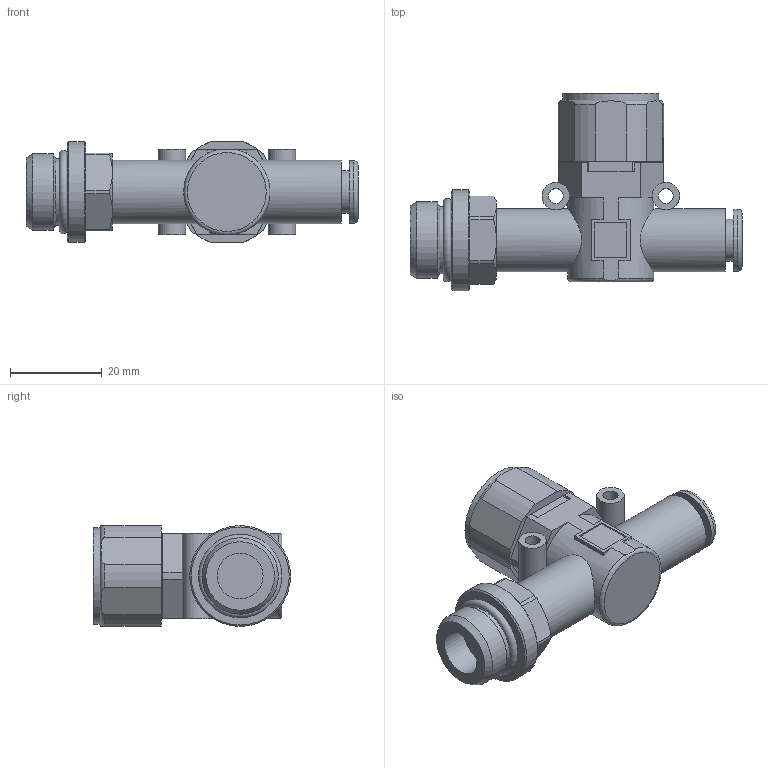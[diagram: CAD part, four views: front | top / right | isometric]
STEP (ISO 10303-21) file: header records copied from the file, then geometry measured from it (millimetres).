
FILE_DESCRIPTION( ( 'STEP AP214' ), ' ' );
FILE_NAME( '9067112.stp', '2017-03-31T09:45:53', ( '' ), ( '' ), ' ', 'PARTsolutions', ' ' );
FILE_SCHEMA( ( 'AUTOMOTIVE_DESIGN { 1 0 10303 214 1 1 1 1 }' ) );
Length unit declared in the file: millimetre
Products named in the file (5): 9067112; _LINE-ON-LINE D8 V2v/V3V_L body; _LINE-ON-LINE D8 VNR-L bushing; _LINE-ON-LINE D8-3/8 MAN-L thread port; _LINE ON LINE D8 MAN-L man
Assembly tree (4 placements, depth 2):
  9067112
    _LINE-ON-LINE D8 V2v/V3V_L body
    _LINE-ON-LINE D8 VNR-L bushing
    _LINE-ON-LINE D8-3/8 MAN-L thread port
    _LINE ON LINE D8 MAN-L man
Bounding box: 72.4 x 43 x 22 mm (x, y, z)
Volume: 17431.7 mm3; surface area: 11843 mm2
Topology: 4 solids, 4 shells, 215 faces, 514 edges, 340 vertices
Faces by surface type: plane 138, cylinder 60, cone 13, torus 4
Full cylindrical faces by diameter (mm): 3.3 x2, 5.5 x2, 6 x5, 8.1 x1, 9.2 x2, 9.5 x1, 10 x1, 11 x2, 11.65 x2, 12.5 x3, 13 x1, 13.6 x1, 13.8 x2, 14.6 x1, 15 x1, 16.662 x1, 17.61 x1, 17.91 x1, 18.86 x1, 20.96 x1, 22 x1
Entity records: 8484 total; most frequent: CARTESIAN_POINT 1815, DIRECTION 1001, ORIENTED_EDGE 922, EDGE_CURVE 461, AXIS2_PLACEMENT_3D 362, VERTEX_POINT 333, EDGE_LOOP 307, LINE 277
